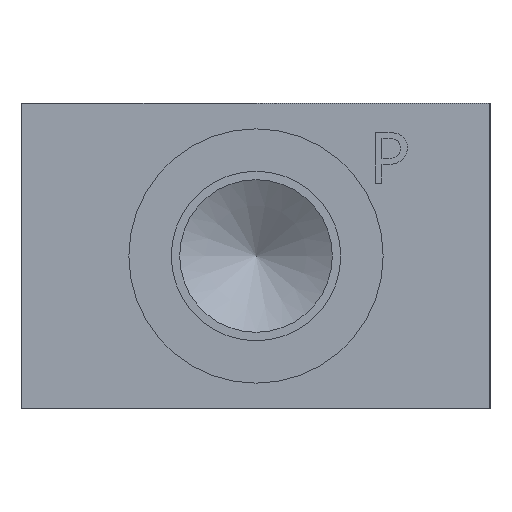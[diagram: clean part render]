
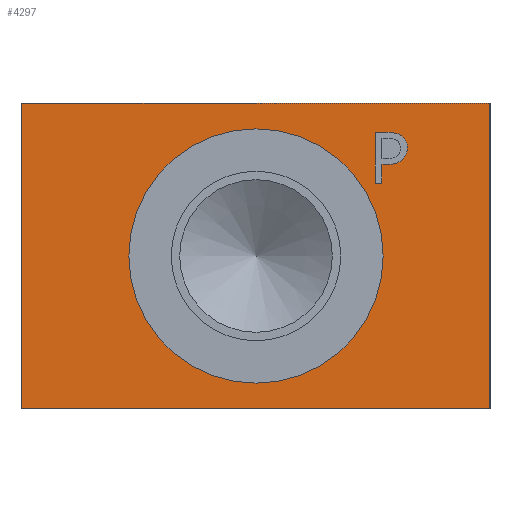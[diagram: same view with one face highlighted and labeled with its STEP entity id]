
A CAD part, left-side view. The second image highlights one B-rep face of the part: STEP entity #4297.
In plain terms, the highlighted planar face has unit normal (-1, 0, 0).
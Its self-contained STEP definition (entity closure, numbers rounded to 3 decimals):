
#118=LINE('',#5538,#453);
#121=LINE('',#5544,#456);
#124=LINE('',#5550,#459);
#127=LINE('',#5556,#462);
#130=LINE('',#5562,#465);
#134=LINE('',#5605,#469);
#135=LINE('',#5607,#470);
#136=LINE('',#5609,#471);
#137=LINE('',#5610,#472);
#453=VECTOR('',#4751,1.256);
#456=VECTOR('',#4756,5.);
#459=VECTOR('',#4761,0.665);
#462=VECTOR('',#4766,1.864);
#465=VECTOR('',#4771,0.563);
#469=VECTOR('',#4779,30.);
#470=VECTOR('',#4780,46.);
#471=VECTOR('',#4781,30.);
#472=VECTOR('',#4782,46.);
#780=B_SPLINE_CURVE_WITH_KNOTS('',2,(#5505,#5506,#5507,#5508),
 .UNSPECIFIED.,.F.,.F.,(3,1,3),(0.,1.,2.),.UNSPECIFIED.);
#782=B_SPLINE_CURVE_WITH_KNOTS('',2,(#5526,#5527,#5528,#5529),
 .UNSPECIFIED.,.F.,.F.,(3,1,3),(0.,1.,2.),.UNSPECIFIED.);
#784=B_SPLINE_CURVE_WITH_KNOTS('',2,(#5575,#5576,#5577,#5578),
 .UNSPECIFIED.,.F.,.F.,(3,1,3),(0.,1.,2.),.UNSPECIFIED.);
#786=B_SPLINE_CURVE_WITH_KNOTS('',2,(#5593,#5594,#5595,#5596),
 .UNSPECIFIED.,.F.,.F.,(3,1,3),(0.,1.,2.),.UNSPECIFIED.);
#1174=FACE_BOUND('',#1619,.T.);
#1175=FACE_BOUND('',#1620,.T.);
#1244=PLANE('',#4550);
#1360=FACE_OUTER_BOUND('',#1618,.T.);
#1618=EDGE_LOOP('',(#3104,#3105,#3106,#3107));
#1619=EDGE_LOOP('',(#3108));
#1620=EDGE_LOOP('',(#3109,#3110,#3111,#3112,#3113,#3114,#3115,#3116,#3117));
#1913=CIRCLE('',#4551,12.5);
#1971=VERTEX_POINT('',#5503);
#1972=VERTEX_POINT('',#5504);
#1975=VERTEX_POINT('',#5525);
#1977=VERTEX_POINT('',#5537);
#1979=VERTEX_POINT('',#5543);
#1981=VERTEX_POINT('',#5549);
#1983=VERTEX_POINT('',#5555);
#1985=VERTEX_POINT('',#5561);
#1987=VERTEX_POINT('',#5574);
#1989=VERTEX_POINT('',#5603);
#1990=VERTEX_POINT('',#5604);
#1991=VERTEX_POINT('',#5606);
#1992=VERTEX_POINT('',#5608);
#1993=VERTEX_POINT('',#5611);
#2412=EDGE_CURVE('',#1971,#1972,#780,.T.);
#2416=EDGE_CURVE('',#1975,#1971,#782,.T.);
#2419=EDGE_CURVE('',#1977,#1975,#118,.T.);
#2422=EDGE_CURVE('',#1979,#1977,#121,.T.);
#2425=EDGE_CURVE('',#1981,#1979,#124,.T.);
#2428=EDGE_CURVE('',#1983,#1981,#127,.T.);
#2431=EDGE_CURVE('',#1985,#1983,#130,.T.);
#2434=EDGE_CURVE('',#1987,#1985,#784,.T.);
#2437=EDGE_CURVE('',#1972,#1987,#786,.T.);
#2439=EDGE_CURVE('',#1989,#1990,#134,.T.);
#2440=EDGE_CURVE('',#1991,#1990,#135,.T.);
#2441=EDGE_CURVE('',#1992,#1991,#136,.T.);
#2442=EDGE_CURVE('',#1989,#1992,#137,.T.);
#2443=EDGE_CURVE('',#1993,#1993,#1913,.T.);
#3104=ORIENTED_EDGE('',*,*,#2439,.T.);
#3105=ORIENTED_EDGE('',*,*,#2440,.F.);
#3106=ORIENTED_EDGE('',*,*,#2441,.F.);
#3107=ORIENTED_EDGE('',*,*,#2442,.F.);
#3108=ORIENTED_EDGE('',*,*,#2443,.T.);
#3109=ORIENTED_EDGE('',*,*,#2412,.T.);
#3110=ORIENTED_EDGE('',*,*,#2437,.T.);
#3111=ORIENTED_EDGE('',*,*,#2434,.T.);
#3112=ORIENTED_EDGE('',*,*,#2431,.T.);
#3113=ORIENTED_EDGE('',*,*,#2428,.T.);
#3114=ORIENTED_EDGE('',*,*,#2425,.T.);
#3115=ORIENTED_EDGE('',*,*,#2422,.T.);
#3116=ORIENTED_EDGE('',*,*,#2419,.T.);
#3117=ORIENTED_EDGE('',*,*,#2416,.T.);
#4297=ADVANCED_FACE('',(#1360,#1174,#1175),#1244,.F.);
#4550=AXIS2_PLACEMENT_3D('',#5602,#4777,#4778);
#4551=AXIS2_PLACEMENT_3D('',#5612,#4783,#4784);
#4751=DIRECTION('',(0.,-1.,0.));
#4756=DIRECTION('',(0.,0.,1.));
#4761=DIRECTION('',(0.,1.,0.));
#4766=DIRECTION('',(0.,0.,-1.));
#4771=DIRECTION('',(0.,1.,0.));
#4777=DIRECTION('center_axis',(1.,0.,0.));
#4778=DIRECTION('ref_axis',(0.,0.,-1.));
#4779=DIRECTION('',(0.,0.,-1.));
#4780=DIRECTION('',(0.,1.,0.));
#4781=DIRECTION('',(0.,0.,-1.));
#4782=DIRECTION('',(0.,-1.,0.));
#4783=DIRECTION('center_axis',(1.,0.,0.));
#4784=DIRECTION('ref_axis',(0.,1.,0.));
#5503=CARTESIAN_POINT('',(221.,8.719,71.833));
#5504=CARTESIAN_POINT('',(221.,8.123,70.637));
#5505=CARTESIAN_POINT('Ctrl Pts',(221.,8.719,71.833));
#5506=CARTESIAN_POINT('Ctrl Pts',(221.,8.439,71.642));
#5507=CARTESIAN_POINT('Ctrl Pts',(221.,8.123,71.055));
#5508=CARTESIAN_POINT('Ctrl Pts',(221.,8.123,70.637));
#5525=CARTESIAN_POINT('',(221.,10.027,72.145));
#5526=CARTESIAN_POINT('Ctrl Pts',(221.,10.027,72.145));
#5527=CARTESIAN_POINT('Ctrl Pts',(221.,9.582,72.145));
#5528=CARTESIAN_POINT('Ctrl Pts',(221.,8.958,71.999));
#5529=CARTESIAN_POINT('Ctrl Pts',(221.,8.719,71.833));
#5537=CARTESIAN_POINT('',(221.,11.283,72.145));
#5538=CARTESIAN_POINT('',(221.,17.142,72.145));
#5543=CARTESIAN_POINT('',(221.,11.283,67.145));
#5544=CARTESIAN_POINT('',(221.,11.283,63.572));
#5549=CARTESIAN_POINT('',(221.,10.619,67.145));
#5550=CARTESIAN_POINT('',(221.,16.809,67.145));
#5555=CARTESIAN_POINT('',(221.,10.619,69.008));
#5556=CARTESIAN_POINT('',(221.,10.619,64.504));
#5561=CARTESIAN_POINT('',(221.,10.056,69.008));
#5562=CARTESIAN_POINT('',(221.,16.528,69.008));
#5574=CARTESIAN_POINT('',(221.,8.561,69.527));
#5575=CARTESIAN_POINT('Ctrl Pts',(221.,8.561,69.527));
#5576=CARTESIAN_POINT('Ctrl Pts',(221.,8.82,69.272));
#5577=CARTESIAN_POINT('Ctrl Pts',(221.,9.521,69.008));
#5578=CARTESIAN_POINT('Ctrl Pts',(221.,10.056,69.008));
#5593=CARTESIAN_POINT('Ctrl Pts',(221.,8.123,70.637));
#5594=CARTESIAN_POINT('Ctrl Pts',(221.,8.123,70.313));
#5595=CARTESIAN_POINT('Ctrl Pts',(221.,8.354,69.73));
#5596=CARTESIAN_POINT('Ctrl Pts',(221.,8.561,69.527));
#5602=CARTESIAN_POINT('Origin',(221.,23.,60.));
#5603=CARTESIAN_POINT('',(221.,46.,75.));
#5604=CARTESIAN_POINT('',(221.,46.,45.));
#5605=CARTESIAN_POINT('',(221.,46.,60.));
#5606=CARTESIAN_POINT('',(221.,0.,45.));
#5607=CARTESIAN_POINT('',(221.,23.,45.));
#5608=CARTESIAN_POINT('',(221.,0.,75.));
#5609=CARTESIAN_POINT('',(221.,0.,60.));
#5610=CARTESIAN_POINT('',(221.,23.,75.));
#5611=CARTESIAN_POINT('',(221.,10.5,60.));
#5612=CARTESIAN_POINT('Origin',(221.,23.,60.));
